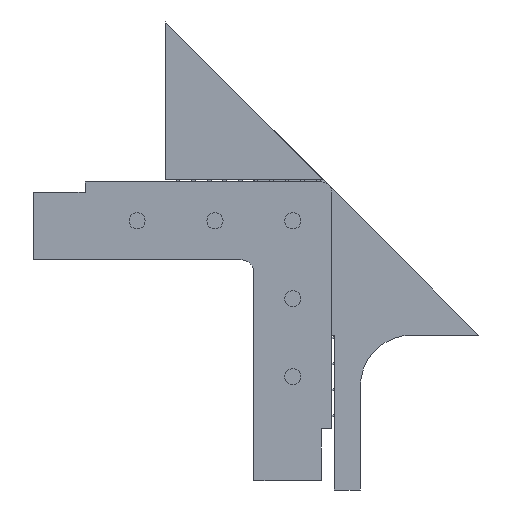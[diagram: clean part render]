
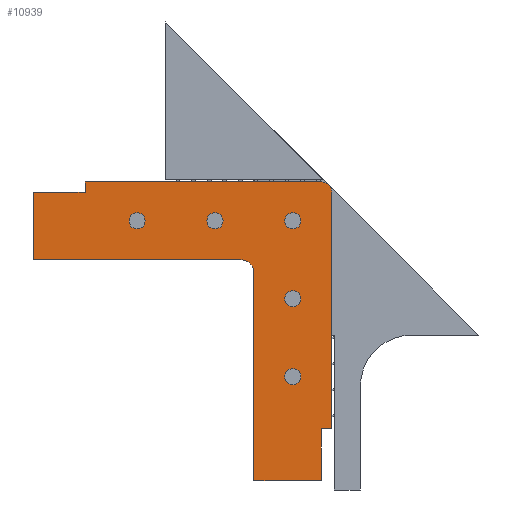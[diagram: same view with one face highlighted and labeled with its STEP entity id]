
A CAD part, front view. The second image highlights one B-rep face of the part: STEP entity #10939.
In plain terms, the highlighted planar face has unit normal (0, -1, 0).
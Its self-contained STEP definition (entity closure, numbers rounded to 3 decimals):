
#285=FACE_BOUND('',#2115,.T.);
#286=FACE_BOUND('',#2116,.T.);
#287=FACE_BOUND('',#2117,.T.);
#288=FACE_BOUND('',#2118,.T.);
#289=FACE_BOUND('',#2119,.T.);
#633=CIRCLE('',#11936,5.);
#634=CIRCLE('',#11937,4.);
#635=CIRCLE('',#11938,3.1);
#636=CIRCLE('',#11939,3.1);
#637=CIRCLE('',#11940,3.1);
#638=CIRCLE('',#11941,3.1);
#639=CIRCLE('',#11942,3.1);
#1414=FACE_OUTER_BOUND('',#2114,.T.);
#2114=EDGE_LOOP('',(#9848,#9849,#9850,#9851,#9852,#9853,#9854,#9855,#9856,
#9857,#9858,#9859));
#2115=EDGE_LOOP('',(#9860));
#2116=EDGE_LOOP('',(#9861));
#2117=EDGE_LOOP('',(#9862));
#2118=EDGE_LOOP('',(#9863));
#2119=EDGE_LOOP('',(#9864));
#2597=LINE('',#16016,#3757);
#2746=LINE('',#16333,#3906);
#2856=LINE('',#16691,#4016);
#3012=LINE('',#17035,#4172);
#3287=LINE('',#18106,#4447);
#3288=LINE('',#18108,#4448);
#3289=LINE('',#18109,#4449);
#3290=LINE('',#18112,#4450);
#3291=LINE('',#18114,#4451);
#3292=LINE('',#18115,#4452);
#3757=VECTOR('',#12756,10.);
#3906=VECTOR('',#13019,10.);
#4016=VECTOR('',#13307,10.);
#4172=VECTOR('',#13587,10.);
#4447=VECTOR('',#15010,10.);
#4448=VECTOR('',#15011,10.);
#4449=VECTOR('',#15012,10.);
#4450=VECTOR('',#15015,10.);
#4451=VECTOR('',#15016,10.);
#4452=VECTOR('',#15017,10.);
#4773=VERTEX_POINT('',#16013);
#4774=VERTEX_POINT('',#16015);
#4884=VERTEX_POINT('',#16330);
#4885=VERTEX_POINT('',#16332);
#5043=VERTEX_POINT('',#16688);
#5044=VERTEX_POINT('',#16690);
#5169=VERTEX_POINT('',#17032);
#5170=VERTEX_POINT('',#17034);
#5392=VERTEX_POINT('',#18105);
#5393=VERTEX_POINT('',#18107);
#5394=VERTEX_POINT('',#18111);
#5395=VERTEX_POINT('',#18113);
#5396=VERTEX_POINT('',#18116);
#5397=VERTEX_POINT('',#18118);
#5398=VERTEX_POINT('',#18120);
#5399=VERTEX_POINT('',#18122);
#5400=VERTEX_POINT('',#18124);
#5862=EDGE_CURVE('',#4773,#4774,#2597,.T.);
#6022=EDGE_CURVE('',#4884,#4885,#2746,.T.);
#6201=EDGE_CURVE('',#5043,#5044,#2856,.T.);
#6373=EDGE_CURVE('',#5169,#5170,#3012,.T.);
#6903=EDGE_CURVE('',#4885,#5043,#633,.T.);
#6904=EDGE_CURVE('',#5392,#4884,#3287,.T.);
#6905=EDGE_CURVE('',#5393,#5392,#3288,.T.);
#6906=EDGE_CURVE('',#4774,#5393,#3289,.T.);
#6907=EDGE_CURVE('',#5170,#4773,#634,.T.);
#6908=EDGE_CURVE('',#5394,#5169,#3290,.T.);
#6909=EDGE_CURVE('',#5395,#5394,#3291,.T.);
#6910=EDGE_CURVE('',#5044,#5395,#3292,.T.);
#6911=EDGE_CURVE('',#5396,#5396,#635,.T.);
#6912=EDGE_CURVE('',#5397,#5397,#636,.T.);
#6913=EDGE_CURVE('',#5398,#5398,#637,.T.);
#6914=EDGE_CURVE('',#5399,#5399,#638,.T.);
#6915=EDGE_CURVE('',#5400,#5400,#639,.T.);
#9848=ORIENTED_EDGE('',*,*,#6903,.F.);
#9849=ORIENTED_EDGE('',*,*,#6022,.F.);
#9850=ORIENTED_EDGE('',*,*,#6904,.F.);
#9851=ORIENTED_EDGE('',*,*,#6905,.F.);
#9852=ORIENTED_EDGE('',*,*,#6906,.F.);
#9853=ORIENTED_EDGE('',*,*,#5862,.F.);
#9854=ORIENTED_EDGE('',*,*,#6907,.F.);
#9855=ORIENTED_EDGE('',*,*,#6373,.F.);
#9856=ORIENTED_EDGE('',*,*,#6908,.F.);
#9857=ORIENTED_EDGE('',*,*,#6909,.F.);
#9858=ORIENTED_EDGE('',*,*,#6910,.F.);
#9859=ORIENTED_EDGE('',*,*,#6201,.F.);
#9860=ORIENTED_EDGE('',*,*,#6911,.F.);
#9861=ORIENTED_EDGE('',*,*,#6912,.F.);
#9862=ORIENTED_EDGE('',*,*,#6913,.F.);
#9863=ORIENTED_EDGE('',*,*,#6914,.F.);
#9864=ORIENTED_EDGE('',*,*,#6915,.F.);
#10339=PLANE('',#11935);
#10939=ADVANCED_FACE('',(#1414,#285,#286,#287,#288,#289),#10339,.F.);
#11935=AXIS2_PLACEMENT_3D('',#18103,#15006,#15007);
#11936=AXIS2_PLACEMENT_3D('',#18104,#15008,#15009);
#11937=AXIS2_PLACEMENT_3D('',#18110,#15013,#15014);
#11938=AXIS2_PLACEMENT_3D('',#18117,#15018,#15019);
#11939=AXIS2_PLACEMENT_3D('',#18119,#15020,#15021);
#11940=AXIS2_PLACEMENT_3D('',#18121,#15022,#15023);
#11941=AXIS2_PLACEMENT_3D('',#18123,#15024,#15025);
#11942=AXIS2_PLACEMENT_3D('',#18125,#15026,#15027);
#12756=DIRECTION('',(0.,0.,-1.));
#13019=DIRECTION('',(0.,0.,1.));
#13307=DIRECTION('',(-1.,0.,0.));
#13587=DIRECTION('',(1.,0.,0.));
#15006=DIRECTION('center_axis',(0.,1.,0.));
#15007=DIRECTION('ref_axis',(0.,0.,1.));
#15008=DIRECTION('center_axis',(0.,-1.,0.));
#15009=DIRECTION('ref_axis',(0.,0.,-1.));
#15010=DIRECTION('',(-1.,0.,0.));
#15011=DIRECTION('',(0.,0.,-1.));
#15012=DIRECTION('',(-1.,0.,0.));
#15013=DIRECTION('center_axis',(0.,1.,0.));
#15014=DIRECTION('ref_axis',(-1.,0.,0.));
#15015=DIRECTION('',(0.,0.,1.));
#15016=DIRECTION('',(1.,0.,0.));
#15017=DIRECTION('',(0.,0.,1.));
#15018=DIRECTION('center_axis',(0.,-1.,0.));
#15019=DIRECTION('ref_axis',(-1.,0.,0.));
#15020=DIRECTION('center_axis',(0.,-1.,0.));
#15021=DIRECTION('ref_axis',(-1.,0.,0.));
#15022=DIRECTION('center_axis',(0.,-1.,0.));
#15023=DIRECTION('ref_axis',(-1.,0.,0.));
#15024=DIRECTION('center_axis',(0.,-1.,0.));
#15025=DIRECTION('ref_axis',(-1.,0.,0.));
#15026=DIRECTION('center_axis',(0.,-1.,0.));
#15027=DIRECTION('ref_axis',(-1.,0.,0.));
#16013=CARTESIAN_POINT('',(30.,150.,26.));
#16015=CARTESIAN_POINT('',(30.,150.,-65.));
#16016=CARTESIAN_POINT('',(30.,150.,13.));
#16330=CARTESIAN_POINT('',(0.,150.,-85.));
#16332=CARTESIAN_POINT('',(0.,150.,-5.));
#16333=CARTESIAN_POINT('',(0.,150.,-42.5));
#16688=CARTESIAN_POINT('',(-5.,150.,0.));
#16690=CARTESIAN_POINT('',(-85.,150.,0.));
#16691=CARTESIAN_POINT('',(-2.5,150.,0.));
#17032=CARTESIAN_POINT('',(-65.,150.,30.));
#17034=CARTESIAN_POINT('',(26.,150.,30.));
#17035=CARTESIAN_POINT('',(-32.5,150.,30.));
#18103=CARTESIAN_POINT('Origin',(0.,150.,0.));
#18104=CARTESIAN_POINT('Origin',(-5.,150.,-5.));
#18105=CARTESIAN_POINT('',(26.,150.,-85.));
#18106=CARTESIAN_POINT('',(13.,150.,-85.));
#18107=CARTESIAN_POINT('',(26.,150.,-65.));
#18108=CARTESIAN_POINT('',(26.,150.,-32.5));
#18109=CARTESIAN_POINT('',(15.,150.,-65.));
#18110=CARTESIAN_POINT('Origin',(26.,150.,26.));
#18111=CARTESIAN_POINT('',(-65.,150.,26.));
#18112=CARTESIAN_POINT('',(-65.,150.,13.));
#18113=CARTESIAN_POINT('',(-85.,150.,26.));
#18114=CARTESIAN_POINT('',(-42.5,150.,26.));
#18115=CARTESIAN_POINT('',(-85.,150.,0.));
#18116=CARTESIAN_POINT('',(18.1,150.,-45.));
#18117=CARTESIAN_POINT('Origin',(15.,150.,-45.));
#18118=CARTESIAN_POINT('',(18.1,150.,-15.));
#18119=CARTESIAN_POINT('Origin',(15.,150.,-15.));
#18120=CARTESIAN_POINT('',(18.1,150.,15.));
#18121=CARTESIAN_POINT('Origin',(15.,150.,15.));
#18122=CARTESIAN_POINT('',(-41.9,150.,15.));
#18123=CARTESIAN_POINT('Origin',(-45.,150.,15.));
#18124=CARTESIAN_POINT('',(-11.9,150.,15.));
#18125=CARTESIAN_POINT('Origin',(-15.,150.,15.));
